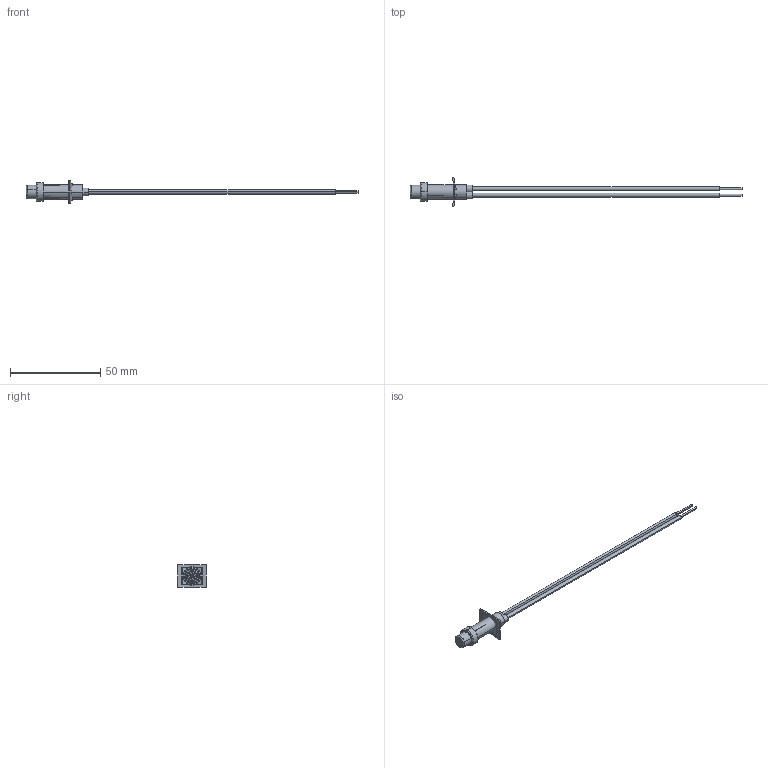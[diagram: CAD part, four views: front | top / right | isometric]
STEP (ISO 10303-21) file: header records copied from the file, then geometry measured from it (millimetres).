
FILE_DESCRIPTION (( 'STEP AP214' ), '1' );
FILE_NAME ('41_21Series.STEP', '2019-06-11T17:17:35', ( 'user' ), ( 'Microsoft' ), 'SwSTEP 2.0', 'SolidWorks 2018', '' );
FILE_SCHEMA (( 'AUTOMOTIVE_DESIGN' ));
Length unit declared in the file: foot
Products named in the file (6): 87000916xx_8700091652; 41_21Series; 890015010x_Lens; 20AWG BLACK_regular wire; 91056002xx; 920013xxxx_Ferrule_crimped
Assembly tree (6 placements, depth 2):
  41_21Series
    87000916xx_8700091652
    920013xxxx_Ferrule_crimped
    91056002xx
    20AWG BLACK_regular wire  x2
    890015010x_Lens
Bounding box: 183.92 x 15.87 x 12.7 mm (x, y, z)
Volume: 2004.5 mm3; surface area: 4806.7 mm2
Topology: 6 solids, 6 shells, 120 faces, 262 edges, 163 vertices
Faces by surface type: plane 51, cylinder 41, cone 22, torus 6
Entity records: 3414 total; most frequent: DIRECTION 592, CARTESIAN_POINT 524, ORIENTED_EDGE 484, EDGE_CURVE 242, AXIS2_PLACEMENT_3D 235, VERTEX_POINT 151, EDGE_LOOP 127, VECTOR 122
